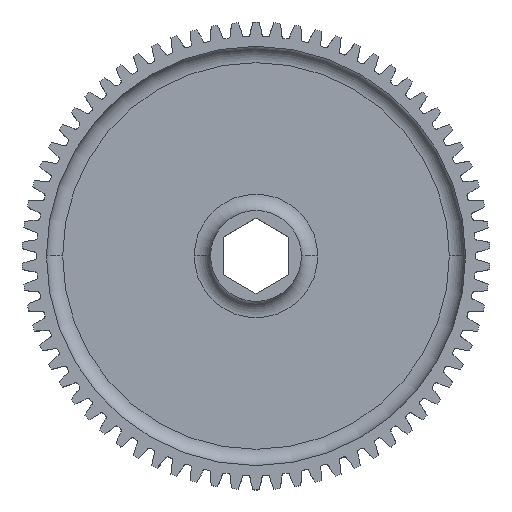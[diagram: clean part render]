
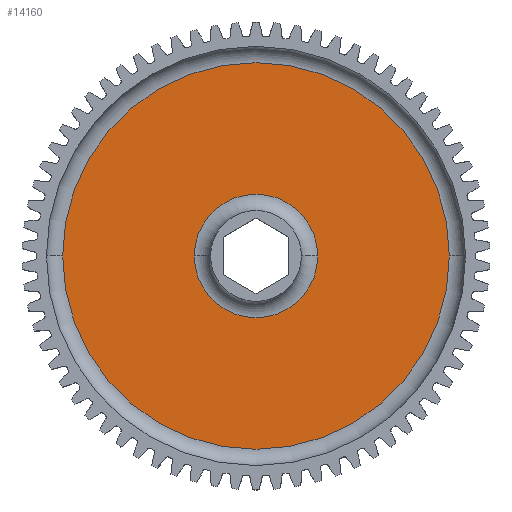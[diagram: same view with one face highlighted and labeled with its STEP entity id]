
A CAD part, top view. The second image highlights one B-rep face of the part: STEP entity #14160.
In plain terms, the highlighted planar face has unit normal (0, 0, 1).
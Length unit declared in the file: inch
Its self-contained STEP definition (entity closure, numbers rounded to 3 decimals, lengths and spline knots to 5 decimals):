
#297 = VERTEX_POINT ( 'NONE', #9793 ) ;
#1157 = CARTESIAN_POINT ( 'NONE',  ( -1.4875, 0., 0.045 ) ) ;
#1688 = CIRCLE ( 'NONE', #11074, 0.475 ) ;
#1927 = VERTEX_POINT ( 'NONE', #12010 ) ;
#2766 = DIRECTION ( 'NONE',  ( 0., 0., 1. ) ) ;
#2828 = CARTESIAN_POINT ( 'NONE',  ( 0., 0., 0.045 ) ) ;
#4116 = CIRCLE ( 'NONE', #5823, 1.4875 ) ;
#4371 = CIRCLE ( 'NONE', #16676, 0.475 ) ;
#4397 = PLANE ( 'NONE',  #8016 ) ;
#4547 = CARTESIAN_POINT ( 'NONE',  ( 0., 0., 0.045 ) ) ;
#4808 = DIRECTION ( 'NONE',  ( 0., 0., -1. ) ) ;
#5823 = AXIS2_PLACEMENT_3D ( 'NONE', #10894, #2766, #15249 ) ;
#6681 = ORIENTED_EDGE ( 'NONE', *, *, #19070, .T. ) ;
#7887 = FACE_BOUND ( 'NONE', #26019, .T. ) ;
#8016 = AXIS2_PLACEMENT_3D ( 'NONE', #20886, #13037, #17007 ) ;
#8944 = VERTEX_POINT ( 'NONE', #21516 ) ;
#9488 = VERTEX_POINT ( 'NONE', #1157 ) ;
#9793 = CARTESIAN_POINT ( 'NONE',  ( 0.475, 0., 0.045 ) ) ;
#10696 = DIRECTION ( 'NONE',  ( 1., 0., 0. ) ) ;
#10894 = CARTESIAN_POINT ( 'NONE',  ( 0., 0., 0.045 ) ) ;
#11056 = CARTESIAN_POINT ( 'NONE',  ( 0., 0., 0.045 ) ) ;
#11074 = AXIS2_PLACEMENT_3D ( 'NONE', #4547, #4808, #19209 ) ;
#12010 = CARTESIAN_POINT ( 'NONE',  ( 1.4875, 0., 0.045 ) ) ;
#12574 = EDGE_CURVE ( 'NONE', #8944, #297, #1688, .T. ) ;
#13037 = DIRECTION ( 'NONE',  ( 0., 0., 1. ) ) ;
#14118 = EDGE_CURVE ( 'NONE', #1927, #9488, #24933, .T. ) ;
#14160 = ADVANCED_FACE ( 'NONE', ( #7887, #23641 ), #4397, .T. ) ;
#15249 = DIRECTION ( 'NONE',  ( 1., 0., 0. ) ) ;
#16676 = AXIS2_PLACEMENT_3D ( 'NONE', #11056, #17285, #25445 ) ;
#16826 = AXIS2_PLACEMENT_3D ( 'NONE', #2828, #21317, #10696 ) ;
#17007 = DIRECTION ( 'NONE',  ( 1., 0., 0. ) ) ;
#17255 = ORIENTED_EDGE ( 'NONE', *, *, #14118, .T. ) ;
#17285 = DIRECTION ( 'NONE',  ( 0., 0., -1. ) ) ;
#18944 = ORIENTED_EDGE ( 'NONE', *, *, #12574, .T. ) ;
#19070 = EDGE_CURVE ( 'NONE', #297, #8944, #4371, .T. ) ;
#19209 = DIRECTION ( 'NONE',  ( 1., 0., 0. ) ) ;
#20886 = CARTESIAN_POINT ( 'NONE',  ( 0., 0., 0.045 ) ) ;
#21317 = DIRECTION ( 'NONE',  ( 0., 0., 1. ) ) ;
#21516 = CARTESIAN_POINT ( 'NONE',  ( -0.475, 0., 0.045 ) ) ;
#23641 = FACE_OUTER_BOUND ( 'NONE', #24094, .T. ) ;
#24041 = ORIENTED_EDGE ( 'NONE', *, *, #24228, .T. ) ;
#24094 = EDGE_LOOP ( 'NONE', ( #17255, #24041 ) ) ;
#24228 = EDGE_CURVE ( 'NONE', #9488, #1927, #4116, .T. ) ;
#24933 = CIRCLE ( 'NONE', #16826, 1.4875 ) ;
#25445 = DIRECTION ( 'NONE',  ( 1., 0., 0. ) ) ;
#26019 = EDGE_LOOP ( 'NONE', ( #6681, #18944 ) ) ;
